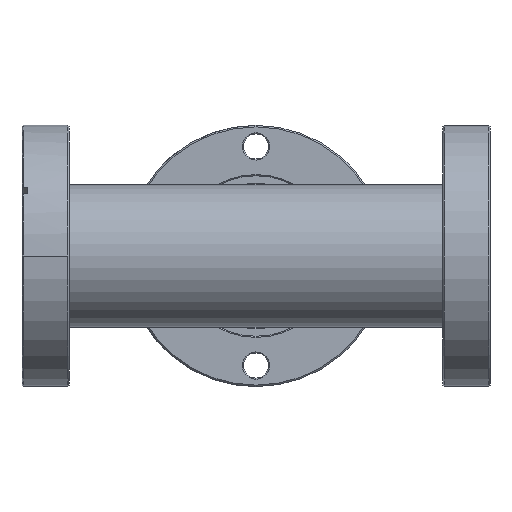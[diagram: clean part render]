
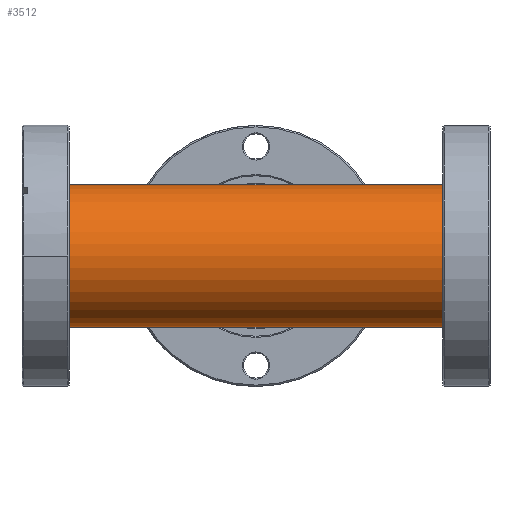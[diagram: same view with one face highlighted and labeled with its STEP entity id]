
A CAD part, front view. The second image highlights one B-rep face of the part: STEP entity #3512.
In plain terms, the highlighted cylindrical face has radius 19.05 mm (diameter 38.1 mm), a partial arc.
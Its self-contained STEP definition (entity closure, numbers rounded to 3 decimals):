
#16 = DIRECTION ( 'NONE',  ( 1., 0., 0. ) ) ;
#80 = VECTOR ( 'NONE', #2533, 1000. ) ;
#84 = EDGE_CURVE ( 'NONE', #422, #4676, #1841, .T. ) ;
#98 = CARTESIAN_POINT ( 'NONE',  ( 57.4, 0., 19.05 ) ) ;
#250 = ORIENTED_EDGE ( 'NONE', *, *, #4031, .F. ) ;
#272 = CARTESIAN_POINT ( 'NONE',  ( -57.4, 0., -19.05 ) ) ;
#290 = CARTESIAN_POINT ( 'NONE',  ( 57.4, 0., -19.05 ) ) ;
#296 = AXIS2_PLACEMENT_3D ( 'NONE', #3056, #2679, #524 ) ;
#351 = VERTEX_POINT ( 'NONE', #3115 ) ;
#422 = VERTEX_POINT ( 'NONE', #98 ) ;
#524 = DIRECTION ( 'NONE',  ( 0., 0., -1. ) ) ;
#581 = AXIS2_PLACEMENT_3D ( 'NONE', #1375, #3520, #656 ) ;
#652 = DIRECTION ( 'NONE',  ( 0., 0., -1. ) ) ;
#656 = DIRECTION ( 'NONE',  ( 0., 0., 1. ) ) ;
#752 = CARTESIAN_POINT ( 'NONE',  ( 57.4, 0., 19.05 ) ) ;
#887 = EDGE_LOOP ( 'NONE', ( #3167, #1548, #1603, #3657, #2383, #250 ) ) ;
#984 = EDGE_CURVE ( 'NONE', #422, #351, #3432, .T. ) ;
#1375 = CARTESIAN_POINT ( 'NONE',  ( 57.4, 0., 0. ) ) ;
#1458 = LINE ( 'NONE', #2930, #2178 ) ;
#1548 = ORIENTED_EDGE ( 'NONE', *, *, #84, .F. ) ;
#1603 = ORIENTED_EDGE ( 'NONE', *, *, #984, .T. ) ;
#1776 = LINE ( 'NONE', #2145, #2300 ) ;
#1841 = CIRCLE ( 'NONE', #3245, 19.05 ) ;
#2011 = CIRCLE ( 'NONE', #296, 19.05 ) ;
#2115 = CARTESIAN_POINT ( 'NONE',  ( 57.4, 0., 0. ) ) ;
#2145 = CARTESIAN_POINT ( 'NONE',  ( 57.4, 0., -19.05 ) ) ;
#2178 = VECTOR ( 'NONE', #2188, 1000. ) ;
#2188 = DIRECTION ( 'NONE',  ( -1., 0., 0. ) ) ;
#2200 = VERTEX_POINT ( 'NONE', #272 ) ;
#2234 = EDGE_CURVE ( 'NONE', #3090, #2200, #2011, .T. ) ;
#2300 = VECTOR ( 'NONE', #3548, 1000. ) ;
#2383 = ORIENTED_EDGE ( 'NONE', *, *, #2234, .T. ) ;
#2396 = CARTESIAN_POINT ( 'NONE',  ( 57.4, 0., 19.05 ) ) ;
#2422 = EDGE_CURVE ( 'NONE', #4676, #4570, #1776, .T. ) ;
#2533 = DIRECTION ( 'NONE',  ( -1., 0., 0. ) ) ;
#2678 = CARTESIAN_POINT ( 'NONE',  ( -57.4, 0., 19.05 ) ) ;
#2679 = DIRECTION ( 'NONE',  ( 1., 0., 0. ) ) ;
#2930 = CARTESIAN_POINT ( 'NONE',  ( 57.4, 0., -19.05 ) ) ;
#3056 = CARTESIAN_POINT ( 'NONE',  ( -57.4, 0., 0. ) ) ;
#3090 = VERTEX_POINT ( 'NONE', #2678 ) ;
#3115 = CARTESIAN_POINT ( 'NONE',  ( 0., 0., 19.05 ) ) ;
#3116 = CARTESIAN_POINT ( 'NONE',  ( 0., 0., -19.05 ) ) ;
#3167 = ORIENTED_EDGE ( 'NONE', *, *, #2422, .F. ) ;
#3245 = AXIS2_PLACEMENT_3D ( 'NONE', #2115, #16, #652 ) ;
#3432 = LINE ( 'NONE', #752, #80 ) ;
#3512 = ADVANCED_FACE ( 'NONE', ( #4356 ), #4237, .T. ) ;
#3520 = DIRECTION ( 'NONE',  ( -1., 0., 0. ) ) ;
#3548 = DIRECTION ( 'NONE',  ( -1., 0., 0. ) ) ;
#3582 = VECTOR ( 'NONE', #4569, 1000. ) ;
#3657 = ORIENTED_EDGE ( 'NONE', *, *, #4368, .T. ) ;
#4031 = EDGE_CURVE ( 'NONE', #4570, #2200, #1458, .T. ) ;
#4237 = CYLINDRICAL_SURFACE ( 'NONE', #581, 19.05 ) ;
#4356 = FACE_OUTER_BOUND ( 'NONE', #887, .T. ) ;
#4368 = EDGE_CURVE ( 'NONE', #351, #3090, #4550, .T. ) ;
#4550 = LINE ( 'NONE', #2396, #3582 ) ;
#4569 = DIRECTION ( 'NONE',  ( -1., 0., 0. ) ) ;
#4570 = VERTEX_POINT ( 'NONE', #3116 ) ;
#4676 = VERTEX_POINT ( 'NONE', #290 ) ;
